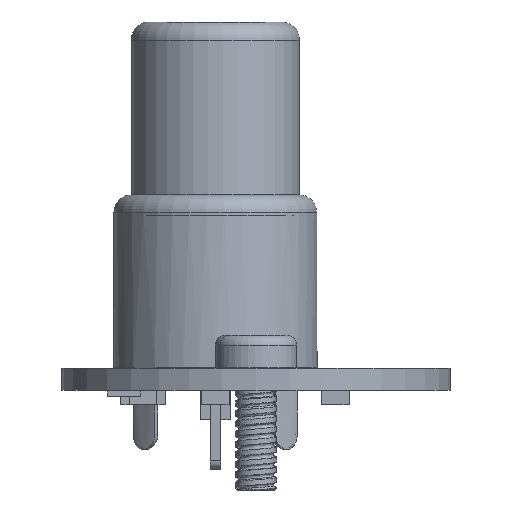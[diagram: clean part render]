
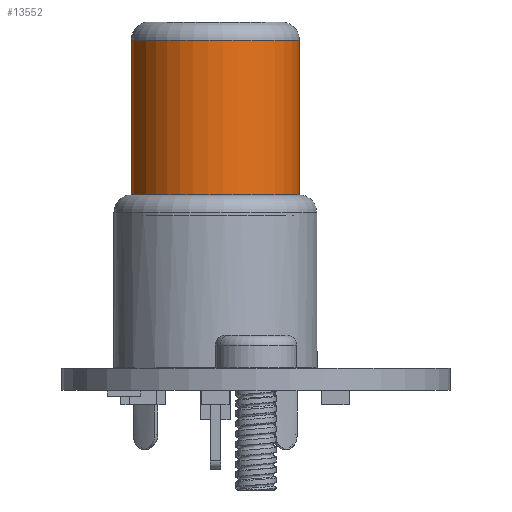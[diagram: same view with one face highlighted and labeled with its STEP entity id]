
A CAD part, left-side view. The second image highlights one B-rep face of the part: STEP entity #13552.
In plain terms, the highlighted cylindrical face has radius 4.15 mm (diameter 8.3 mm), a full revolution.
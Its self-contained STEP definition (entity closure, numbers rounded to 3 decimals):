
#13490 = EDGE_CURVE('',#13491,#13491,#13493,.T.);
#13491 = VERTEX_POINT('',#13492);
#13492 = CARTESIAN_POINT('',(-4.15,0.,8.5));
#13493 = CIRCLE('',#13494,4.15);
#13494 = AXIS2_PLACEMENT_3D('',#13495,#13496,#13497);
#13495 = CARTESIAN_POINT('',(0.,0.,8.5));
#13496 = DIRECTION('',(0.,0.,1.));
#13497 = DIRECTION('',(-1.,0.,0.));
#13519 = EDGE_CURVE('',#13520,#13520,#13522,.T.);
#13520 = VERTEX_POINT('',#13521);
#13521 = CARTESIAN_POINT('',(-4.15,0.,0.9));
#13522 = CIRCLE('',#13523,4.15);
#13523 = AXIS2_PLACEMENT_3D('',#13524,#13525,#13526);
#13524 = CARTESIAN_POINT('',(0.,0.,0.9));
#13525 = DIRECTION('',(0.,0.,-1.));
#13526 = DIRECTION('',(1.,0.,0.));
#13552 = ADVANCED_FACE('',(#13553),#13563,.T.);
#13553 = FACE_BOUND('',#13554,.T.);
#13554 = EDGE_LOOP('',(#13555,#13556,#13561,#13562));
#13555 = ORIENTED_EDGE('',*,*,#13490,.F.);
#13556 = ORIENTED_EDGE('',*,*,#13557,.F.);
#13557 = EDGE_CURVE('',#13520,#13491,#13558,.T.);
#13558 = B_SPLINE_CURVE_WITH_KNOTS('',1,(#13559,#13560),.UNSPECIFIED.,
  .F.,.F.,(2,2),(0.9,8.5),.PIECEWISE_BEZIER_KNOTS.);
#13559 = CARTESIAN_POINT('',(-4.15,0.,0.9));
#13560 = CARTESIAN_POINT('',(-4.15,0.,8.5));
#13561 = ORIENTED_EDGE('',*,*,#13519,.F.);
#13562 = ORIENTED_EDGE('',*,*,#13557,.T.);
#13563 = CYLINDRICAL_SURFACE('',#13564,4.15);
#13564 = AXIS2_PLACEMENT_3D('',#13565,#13566,#13567);
#13565 = CARTESIAN_POINT('',(0.,0.,0.));
#13566 = DIRECTION('',(0.,0.,1.));
#13567 = DIRECTION('',(-1.,0.,0.));
